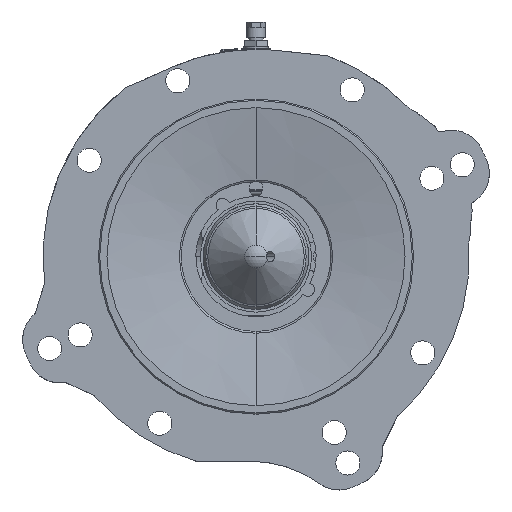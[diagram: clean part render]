
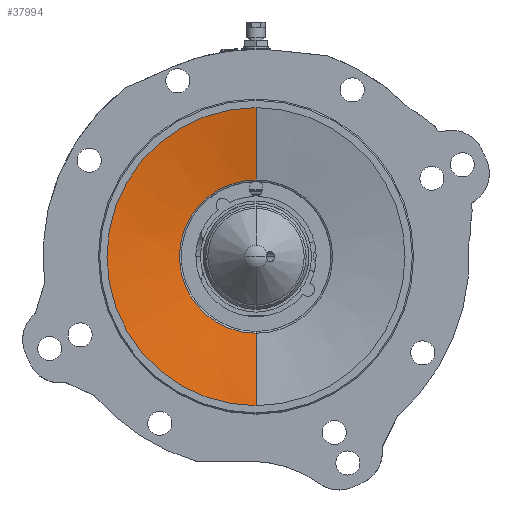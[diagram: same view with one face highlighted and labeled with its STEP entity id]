
A CAD part, front view. The second image highlights one B-rep face of the part: STEP entity #37994.
In plain terms, the highlighted conical face has half-angle 79.5 degrees and reference radius 56 mm.
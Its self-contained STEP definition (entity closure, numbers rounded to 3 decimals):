
#1548 = CARTESIAN_POINT ( 'NONE',  ( 0., 3.7, -111.5 ) ) ;
#1552 = CARTESIAN_POINT ( 'NONE',  ( 0., 13.744, -57.308 ) ) ;
#1554 = CARTESIAN_POINT ( 'NONE',  ( 0., 13.744, 57.308 ) ) ;
#1555 = CARTESIAN_POINT ( 'NONE',  ( 0., 3.7, 111.5 ) ) ;
#4135 = EDGE_LOOP ( 'NONE', ( #15393, #15789, #15743, #41784 ) ) ;
#6312 = VERTEX_POINT ( 'NONE', #1555 ) ;
#6314 = VERTEX_POINT ( 'NONE', #1554 ) ;
#6319 = VERTEX_POINT ( 'NONE', #1552 ) ;
#6325 = VERTEX_POINT ( 'NONE', #1548 ) ;
#6696 = CIRCLE ( 'NONE', #28756, 111.5 ) ;
#9248 = LINE ( 'NONE', #23360, #9676 ) ;
#9331 = LINE ( 'NONE', #23186, #9731 ) ;
#9356 = EDGE_CURVE ( 'NONE', #6312, #6325, #6696, .T. ) ;
#9676 = VECTOR ( 'NONE', #23362, 1000. ) ;
#9731 = VECTOR ( 'NONE', #22049, 1000. ) ;
#10009 = EDGE_CURVE ( 'NONE', #6319, #6325, #9248, .T. ) ;
#10010 = EDGE_CURVE ( 'NONE', #6314, #6312, #9331, .T. ) ;
#15393 = ORIENTED_EDGE ( 'NONE', *, *, #38472, .T. ) ;
#15743 = ORIENTED_EDGE ( 'NONE', *, *, #9356, .T. ) ;
#15789 = ORIENTED_EDGE ( 'NONE', *, *, #10010, .T. ) ;
#19980 = DIRECTION ( 'NONE',  ( 0., 0., 1. ) ) ;
#20157 = DIRECTION ( 'NONE',  ( 0., 1., 0. ) ) ;
#20701 = CARTESIAN_POINT ( 'NONE',  ( 0., 13.744, 0. ) ) ;
#22049 = DIRECTION ( 'NONE',  ( 0., -0.182, 0.983 ) ) ;
#23186 = CARTESIAN_POINT ( 'NONE',  ( 0., 13.986, 56. ) ) ;
#23360 = CARTESIAN_POINT ( 'NONE',  ( 0., 13.986, -56. ) ) ;
#23362 = DIRECTION ( 'NONE',  ( 0., -0.182, -0.983 ) ) ;
#28756 = AXIS2_PLACEMENT_3D ( 'NONE', #41246, #41243, #41242 ) ;
#37994 = ADVANCED_FACE ( 'NONE', ( #50494 ), #50495, .F. ) ;
#38472 = EDGE_CURVE ( 'NONE', #6319, #6314, #50902, .T. ) ;
#41242 = DIRECTION ( 'NONE',  ( 0., 0., -1. ) ) ;
#41243 = DIRECTION ( 'NONE',  ( 0., -1., 0. ) ) ;
#41246 = CARTESIAN_POINT ( 'NONE',  ( 0., 3.7, 0. ) ) ;
#41784 = ORIENTED_EDGE ( 'NONE', *, *, #10009, .F. ) ;
#46556 = AXIS2_PLACEMENT_3D ( 'NONE', #48354, #48335, #48336 ) ;
#48335 = DIRECTION ( 'NONE',  ( 0., -1., 0. ) ) ;
#48336 = DIRECTION ( 'NONE',  ( 0., 0., -1. ) ) ;
#48354 = CARTESIAN_POINT ( 'NONE',  ( 0., 13.986, 0. ) ) ;
#49647 = AXIS2_PLACEMENT_3D ( 'NONE', #20701, #20157, #19980 ) ;
#50494 = FACE_OUTER_BOUND ( 'NONE', #4135, .T. ) ;
#50495 = CONICAL_SURFACE ( 'NONE', #46556, 56., 1.388 ) ;
#50902 = CIRCLE ( 'NONE', #49647, 57.308 ) ;
